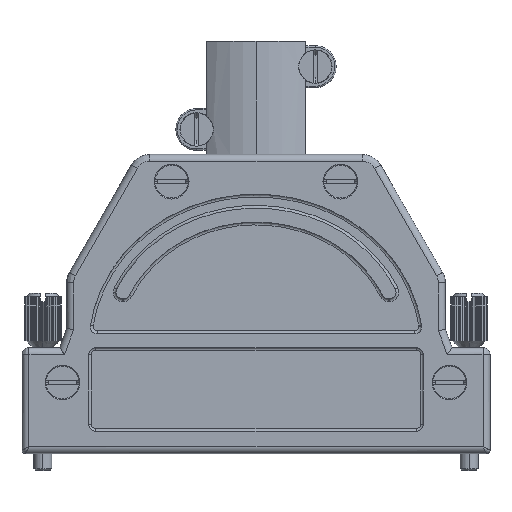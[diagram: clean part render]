
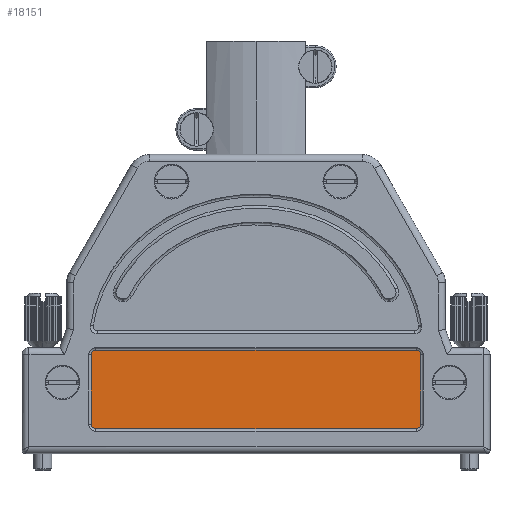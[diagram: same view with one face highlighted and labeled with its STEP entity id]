
A CAD part, top view. The second image highlights one B-rep face of the part: STEP entity #18151.
In plain terms, the highlighted face is planar.
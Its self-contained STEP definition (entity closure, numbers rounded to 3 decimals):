
#23 = EDGE_CURVE ( 'NONE', #25727, #8424, #24201, .T. ) ;
#124 = DIRECTION ( 'NONE',  ( 0., 0., 1. ) ) ;
#1014 = DIRECTION ( 'NONE',  ( 0., 0., 1. ) ) ;
#1370 = VECTOR ( 'NONE', #9912, 1000. ) ;
#1387 = CARTESIAN_POINT ( 'NONE',  ( -7.05, -13.45, -0.45 ) ) ;
#1452 = CARTESIAN_POINT ( 'NONE',  ( -30.65, -15.95, -0.45 ) ) ;
#1915 = CARTESIAN_POINT ( 'NONE',  ( 4.45, -19.05, -0.45 ) ) ;
#2428 = CIRCLE ( 'NONE', #19701, 0.6 ) ;
#2660 = CARTESIAN_POINT ( 'NONE',  ( 16.55, -8.45, -0.45 ) ) ;
#2861 = VERTEX_POINT ( 'NONE', #25028 ) ;
#3201 = LINE ( 'NONE', #8325, #21037 ) ;
#3383 = ORIENTED_EDGE ( 'NONE', *, *, #19433, .F. ) ;
#3828 = PLANE ( 'NONE',  #24896 ) ;
#4211 = CARTESIAN_POINT ( 'NONE',  ( -30.05, -18.45, -0.45 ) ) ;
#4775 = ORIENTED_EDGE ( 'NONE', *, *, #10140, .F. ) ;
#4812 = VECTOR ( 'NONE', #13510, 1000. ) ;
#5120 = VERTEX_POINT ( 'NONE', #28110 ) ;
#5137 = CARTESIAN_POINT ( 'NONE',  ( -30.05, -19.05, -0.45 ) ) ;
#5782 = VERTEX_POINT ( 'NONE', #5137 ) ;
#6069 = CARTESIAN_POINT ( 'NONE',  ( 15.95, -8.45, -0.45 ) ) ;
#6082 = VERTEX_POINT ( 'NONE', #30996 ) ;
#6242 = DIRECTION ( 'NONE',  ( 1., 0., 0. ) ) ;
#6609 = DIRECTION ( 'NONE',  ( -1., 0., 0. ) ) ;
#6805 = CIRCLE ( 'NONE', #7250, 0.6 ) ;
#7250 = AXIS2_PLACEMENT_3D ( 'NONE', #4211, #21177, #6609 ) ;
#7625 = EDGE_CURVE ( 'NONE', #6082, #20435, #3201, .T. ) ;
#8325 = CARTESIAN_POINT ( 'NONE',  ( -18.55, -7.85, -0.45 ) ) ;
#8424 = VERTEX_POINT ( 'NONE', #11118 ) ;
#8485 = DIRECTION ( 'NONE',  ( -1., 0., 0. ) ) ;
#9812 = CARTESIAN_POINT ( 'NONE',  ( 15.95, -7.85, -0.45 ) ) ;
#9912 = DIRECTION ( 'NONE',  ( 0., -1., 0. ) ) ;
#10140 = EDGE_CURVE ( 'NONE', #25727, #5782, #6805, .T. ) ;
#11118 = CARTESIAN_POINT ( 'NONE',  ( -30.65, -8.45, -0.45 ) ) ;
#11407 = ORIENTED_EDGE ( 'NONE', *, *, #7625, .T. ) ;
#11841 = DIRECTION ( 'NONE',  ( -1., 0., 0. ) ) ;
#12051 = AXIS2_PLACEMENT_3D ( 'NONE', #14645, #124, #17133 ) ;
#13510 = DIRECTION ( 'NONE',  ( 0., 1., 0. ) ) ;
#13919 = FACE_OUTER_BOUND ( 'NONE', #19578, .T. ) ;
#14645 = CARTESIAN_POINT ( 'NONE',  ( -30.05, -8.45, -0.45 ) ) ;
#15545 = CARTESIAN_POINT ( 'NONE',  ( 15.95, -18.45, -0.45 ) ) ;
#15750 = CIRCLE ( 'NONE', #12051, 0.6 ) ;
#15775 = DIRECTION ( 'NONE',  ( 1., 0., 0. ) ) ;
#15950 = CIRCLE ( 'NONE', #28464, 0.6 ) ;
#16471 = VERTEX_POINT ( 'NONE', #2660 ) ;
#16491 = VECTOR ( 'NONE', #11841, 1000. ) ;
#17133 = DIRECTION ( 'NONE',  ( -1., 0., 0. ) ) ;
#18015 = DIRECTION ( 'NONE',  ( -1., 0., 0. ) ) ;
#18151 = ADVANCED_FACE ( 'NONE', ( #13919 ), #3828, .F. ) ;
#18276 = DIRECTION ( 'NONE',  ( 0., 0., 1. ) ) ;
#18825 = ORIENTED_EDGE ( 'NONE', *, *, #19852, .T. ) ;
#19433 = EDGE_CURVE ( 'NONE', #6082, #8424, #15750, .T. ) ;
#19578 = EDGE_LOOP ( 'NONE', ( #20572, #30409, #23742, #18825, #4775, #30778, #3383, #11407 ) ) ;
#19701 = AXIS2_PLACEMENT_3D ( 'NONE', #15545, #1014, #18015 ) ;
#19852 = EDGE_CURVE ( 'NONE', #5120, #5782, #22961, .T. ) ;
#20435 = VERTEX_POINT ( 'NONE', #9812 ) ;
#20572 = ORIENTED_EDGE ( 'NONE', *, *, #22713, .F. ) ;
#21037 = VECTOR ( 'NONE', #15775, 1000. ) ;
#21177 = DIRECTION ( 'NONE',  ( 0., 0., 1. ) ) ;
#21491 = LINE ( 'NONE', #29378, #1370 ) ;
#22116 = CARTESIAN_POINT ( 'NONE',  ( -30.65, -18.45, -0.45 ) ) ;
#22713 = EDGE_CURVE ( 'NONE', #16471, #20435, #15950, .T. ) ;
#22961 = LINE ( 'NONE', #1915, #16491 ) ;
#23079 = DIRECTION ( 'NONE',  ( 0., 0., 1. ) ) ;
#23742 = ORIENTED_EDGE ( 'NONE', *, *, #26721, .F. ) ;
#24201 = LINE ( 'NONE', #1452, #4812 ) ;
#24896 = AXIS2_PLACEMENT_3D ( 'NONE', #1387, #18276, #6242 ) ;
#25028 = CARTESIAN_POINT ( 'NONE',  ( 16.55, -18.45, -0.45 ) ) ;
#25162 = EDGE_CURVE ( 'NONE', #16471, #2861, #21491, .T. ) ;
#25727 = VERTEX_POINT ( 'NONE', #22116 ) ;
#26721 = EDGE_CURVE ( 'NONE', #5120, #2861, #2428, .T. ) ;
#28110 = CARTESIAN_POINT ( 'NONE',  ( 15.95, -19.05, -0.45 ) ) ;
#28464 = AXIS2_PLACEMENT_3D ( 'NONE', #6069, #23079, #8485 ) ;
#29378 = CARTESIAN_POINT ( 'NONE',  ( 16.55, -10.95, -0.45 ) ) ;
#30409 = ORIENTED_EDGE ( 'NONE', *, *, #25162, .T. ) ;
#30778 = ORIENTED_EDGE ( 'NONE', *, *, #23, .T. ) ;
#30996 = CARTESIAN_POINT ( 'NONE',  ( -30.05, -7.85, -0.45 ) ) ;
